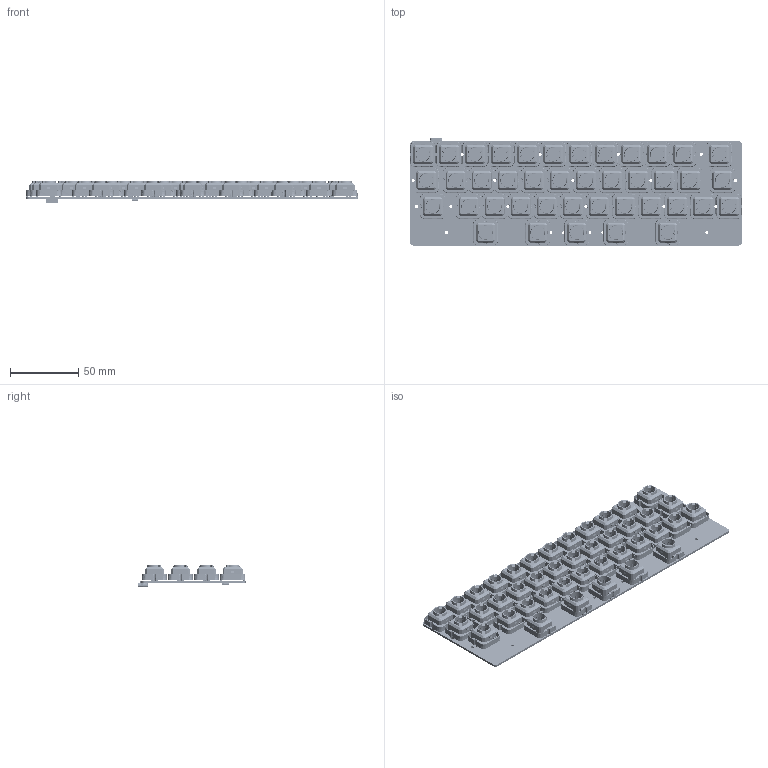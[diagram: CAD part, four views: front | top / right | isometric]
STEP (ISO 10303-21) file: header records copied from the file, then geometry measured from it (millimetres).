
FILE_DESCRIPTION(('KiCad electronic assembly'),'2;1');
FILE_NAME('Copre.step','2022-10-09T04:13:03',('Pcbnew'),('Kicad'), 'Open CASCADE STEP processor 7.6','KiCad to STEP converter','Unknown' );
FILE_SCHEMA(('AUTOMOTIVE_DESIGN { 1 0 10303 214 1 1 1 1 }'));
Length unit declared in the file: millimetre
Products named in the file (8): Copre 1; Topre_Housing; SOLID; SSOP-16_4.4x5.2mm_P0.65mm; HRO  TYPE-C-31-M-12; Copre PCB
Assembly tree (47 placements, depth 3):
  Copre 1
    Topre_Housing  x41
      SOLID
    SSOP-16_4.4x5.2mm_P0.65mm
      SOLID
    HRO  TYPE-C-31-M-12
      SOLID
    Copre PCB
Bounding box: 242.89 x 78.34 x 16.6 mm (x, y, z)
Volume: 58731.4 mm3; surface area: 108608.5 mm2
Topology: 44 solids, 44 shells, 9855 faces, 25898 edges, 15808 vertices
Faces by surface type: bspline 9801, cylinder 37, plane 17
Full cylindrical faces by diameter (mm): 0.65 x2, 2.2 x21
Entity records: 47028 total; most frequent: CARTESIAN_POINT 20165, B_SPLINE_CURVE_WITH_KNOTS 4391, ORIENTED_EDGE 3700, PCURVE 3700, DEFINITIONAL_REPRESENTATION 3700, EDGE_CURVE 1850, SURFACE_CURVE 1820, VERTEX_POINT 1168
